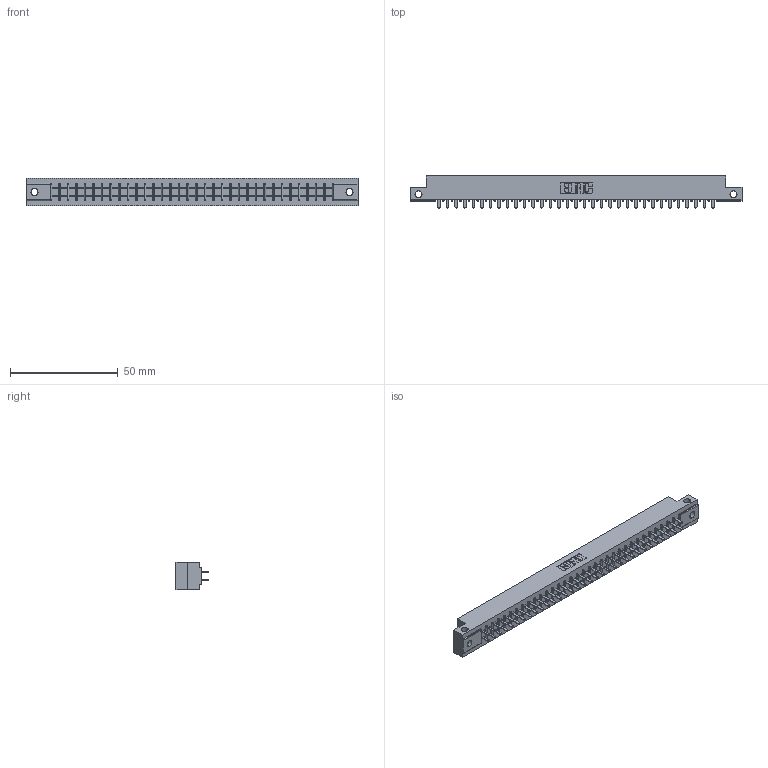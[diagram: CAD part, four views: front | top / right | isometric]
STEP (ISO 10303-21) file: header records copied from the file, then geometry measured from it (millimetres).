
FILE_DESCRIPTION (( 'STEP AP203' ), '1' );
FILE_NAME ('355-066-521-512.STEP', '2020-09-20T09:10:41', ( '' ), ( '' ), 'SwSTEP 2.0', 'SolidWorks 2020', '' );
FILE_SCHEMA (( 'CONFIG_CONTROL_DESIGN' ));
Length unit declared in the file: inch
Products named in the file (3): 355-066-521-512; 305-290-001_521; 305 Part_.128 Dia
Assembly tree (67 placements, depth 2):
  355-066-521-512
    305 Part_.128 Dia
    305-290-001_521  x66
Bounding box: 153.77 x 14.86 x 12.7 mm (x, y, z)
Volume: 15268.2 mm3; surface area: 19717.8 mm2
Topology: 67 solids, 67 shells, 3164 faces, 9031 edges, 5838 vertices
Faces by surface type: plane 1850, cylinder 1182, sphere 132
Entity records: 37112 total; most frequent: CARTESIAN_POINT 6189, ORIENTED_EDGE 6098, DIRECTION 5933, EDGE_CURVE 3049, VECTOR 2441, LINE 2441, VERTEX_POINT 1938, AXIS2_PLACEMENT_3D 1746
